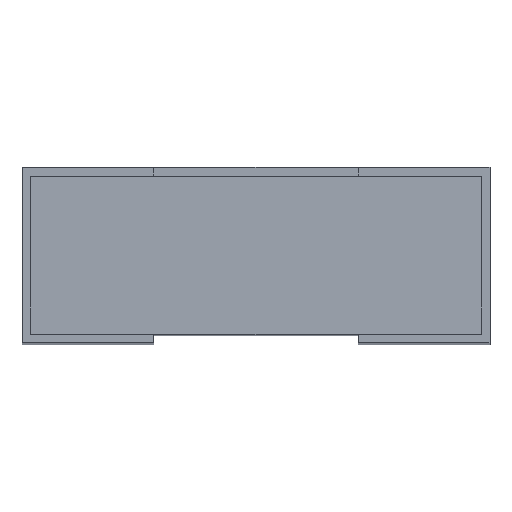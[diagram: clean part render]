
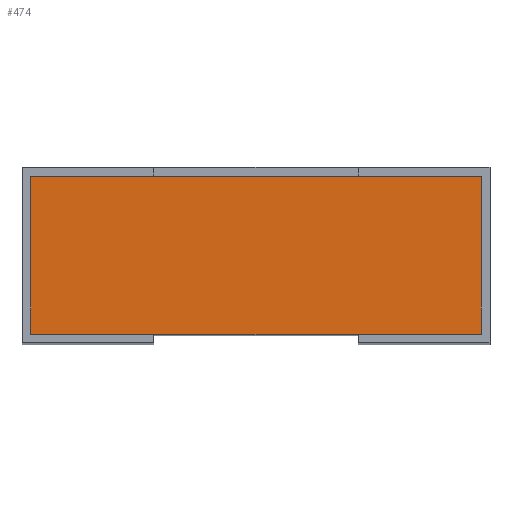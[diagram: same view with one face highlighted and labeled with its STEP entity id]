
A CAD part, top view. The second image highlights one B-rep face of the part: STEP entity #474.
In plain terms, the highlighted planar face has unit normal (0, 0, 1).
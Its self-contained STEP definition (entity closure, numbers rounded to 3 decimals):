
#3 = VERTEX_POINT ( 'NONE', #81 ) ;
#16 = CARTESIAN_POINT ( 'NONE',  ( -0.77, 0.57, 1.6 ) ) ;
#19 = DIRECTION ( 'NONE',  ( 0., 1., 0. ) ) ;
#31 = CARTESIAN_POINT ( 'NONE',  ( 0.77, 0.03, 1.6 ) ) ;
#54 = CARTESIAN_POINT ( 'NONE',  ( -0.77, 0.03, 1.6 ) ) ;
#69 = LINE ( 'NONE', #16, #635 ) ;
#79 = CARTESIAN_POINT ( 'NONE',  ( 0.77, 0.03, 1.6 ) ) ;
#81 = CARTESIAN_POINT ( 'NONE',  ( -0.77, 0.03, 1.6 ) ) ;
#169 = LINE ( 'NONE', #79, #665 ) ;
#207 = VERTEX_POINT ( 'NONE', #31 ) ;
#220 = EDGE_CURVE ( 'NONE', #3, #207, #846, .T. ) ;
#227 = CARTESIAN_POINT ( 'NONE',  ( 0.77, 0.57, 1.6 ) ) ;
#228 = VERTEX_POINT ( 'NONE', #708 ) ;
#285 = EDGE_LOOP ( 'NONE', ( #938, #566, #386, #850 ) ) ;
#355 = VECTOR ( 'NONE', #509, 1000. ) ;
#386 = ORIENTED_EDGE ( 'NONE', *, *, #915, .T. ) ;
#395 = CARTESIAN_POINT ( 'NONE',  ( -0.77, 0.03, 1.6 ) ) ;
#474 = ADVANCED_FACE ( 'NONE', ( #579 ), #494, .F. ) ;
#494 = PLANE ( 'NONE',  #959 ) ;
#509 = DIRECTION ( 'NONE',  ( 0., -1., 0. ) ) ;
#563 = CARTESIAN_POINT ( 'NONE',  ( 0., 0., 1.6 ) ) ;
#566 = ORIENTED_EDGE ( 'NONE', *, *, #220, .T. ) ;
#579 = FACE_OUTER_BOUND ( 'NONE', #285, .T. ) ;
#635 = VECTOR ( 'NONE', #814, 1000. ) ;
#637 = DIRECTION ( 'NONE',  ( -1., 0., 0. ) ) ;
#665 = VECTOR ( 'NONE', #19, 1000. ) ;
#708 = CARTESIAN_POINT ( 'NONE',  ( -0.77, 0.57, 1.6 ) ) ;
#749 = LINE ( 'NONE', #54, #355 ) ;
#765 = EDGE_CURVE ( 'NONE', #228, #3, #749, .T. ) ;
#814 = DIRECTION ( 'NONE',  ( -1., 0., 0. ) ) ;
#839 = EDGE_CURVE ( 'NONE', #867, #228, #69, .T. ) ;
#846 = LINE ( 'NONE', #395, #920 ) ;
#849 = DIRECTION ( 'NONE',  ( 0., 0., -1. ) ) ;
#850 = ORIENTED_EDGE ( 'NONE', *, *, #839, .T. ) ;
#867 = VERTEX_POINT ( 'NONE', #227 ) ;
#902 = DIRECTION ( 'NONE',  ( 1., 0., 0. ) ) ;
#915 = EDGE_CURVE ( 'NONE', #207, #867, #169, .T. ) ;
#920 = VECTOR ( 'NONE', #902, 1000. ) ;
#938 = ORIENTED_EDGE ( 'NONE', *, *, #765, .T. ) ;
#959 = AXIS2_PLACEMENT_3D ( 'NONE', #563, #849, #637 ) ;
